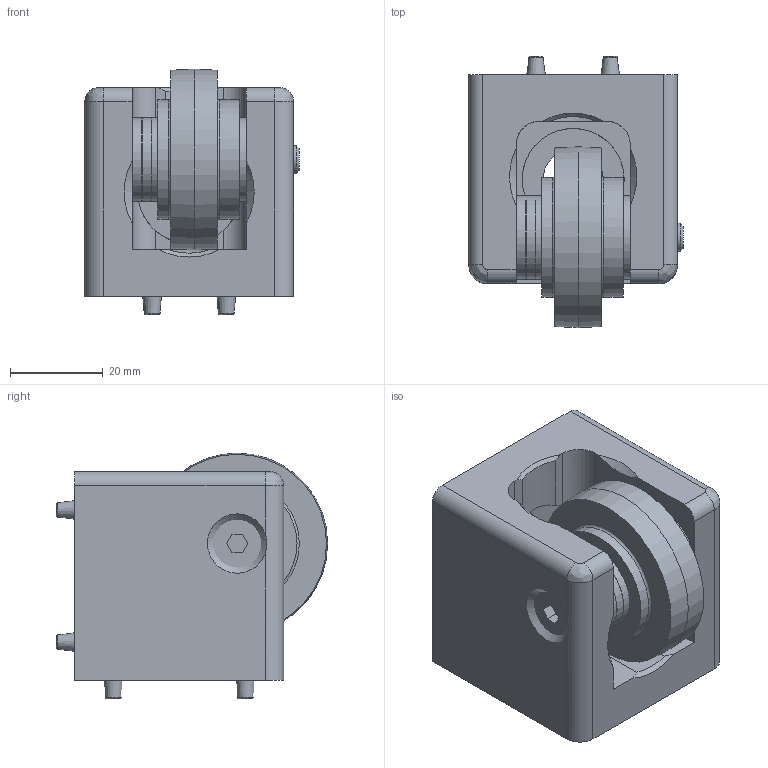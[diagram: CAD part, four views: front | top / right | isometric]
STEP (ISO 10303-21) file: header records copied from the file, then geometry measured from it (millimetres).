
FILE_DESCRIPTION(/* description */ ('STEP AP203'),/* implementation_level */ '2;1');
FILE_NAME(/* name */ 'SDG4500.stp',/* time_stamp */ '2022-07-12T13:54:05+02:00',/* author */ ('stefan.nesic'),/* organization */ (''),/* preprocessor_version */ 'ST-DEVELOPER v18.1',/* originating_system */ 'Autodesk Inventor 2021',/* authorisation */ ' ');
FILE_SCHEMA (('CONFIG_CONTROL_DESIGN'));
Length unit declared in the file: millimetre
Products named in the file (5): SDG4500; 093098_spacer; 093098_roller; 093098_screw; 093098cs
Assembly tree (7 placements, depth 2):
  SDG4500
    093098_spacer  x4
    093098_roller
    093098_screw
    093098cs
Bounding box: 46.22 x 58.5 x 53 mm (x, y, z)
Volume: 73058 mm3; surface area: 23178.6 mm2
Topology: 7 solids, 7 shells, 115 faces, 255 edges, 166 vertices
Faces by surface type: plane 51, cylinder 31, cone 13, torus 12, sphere 6, bspline 2
Full cylindrical faces by diameter (mm): 5 x1, 6 x2, 6.4 x4, 6.6 x1, 12 x1, 12.5 x1, 13 x1, 18 x4, 19 x2, 22 x1, 22.167 x1, 25.8 x2
Entity records: 3290 total; most frequent: CARTESIAN_POINT 589, DIRECTION 583, ORIENTED_EDGE 474, AXIS2_PLACEMENT_3D 238, EDGE_CURVE 237, VERTEX_POINT 154, EDGE_LOOP 127, CIRCLE 125
